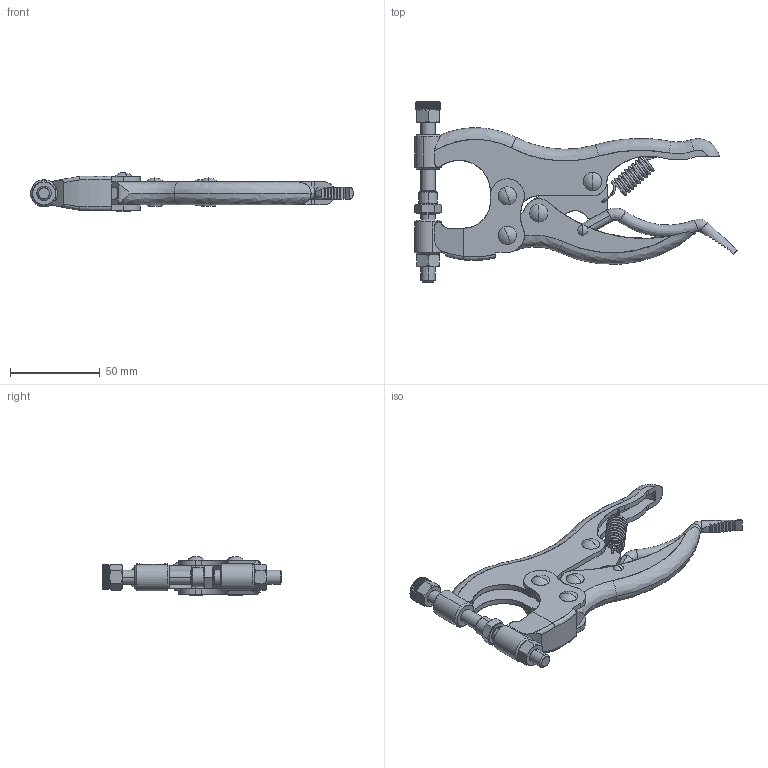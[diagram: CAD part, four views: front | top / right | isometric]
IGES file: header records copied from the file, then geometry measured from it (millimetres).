
Start section: SolidWorks IGES file using analytic representation for surfaces
Global section: file name: 1HGH-51010(單一).IGS; native system: SolidWorks 2016; preprocessor: SolidWorks 2016; author: LinWei; date: 200727.153041; units: millimetre
Bounding box: 179.99 x 100.36 x 21.73 mm (x, y, z)
Surface area: 39531.3 mm2 (no closed solid volume)
Topology: 0 solids, 0 shells, 575 faces, 6493 edges, 6488 vertices
Faces by surface type: revolution 319, bspline 256
